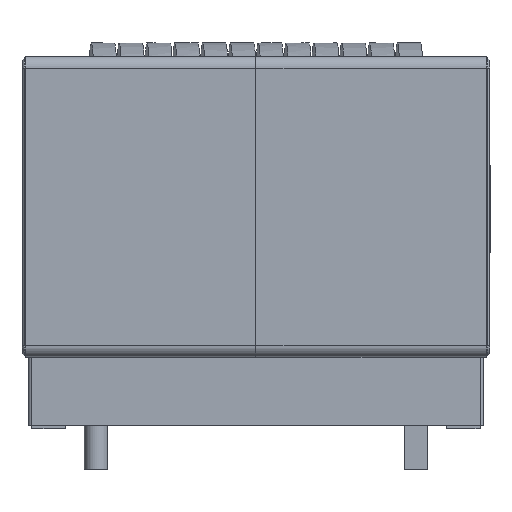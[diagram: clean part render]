
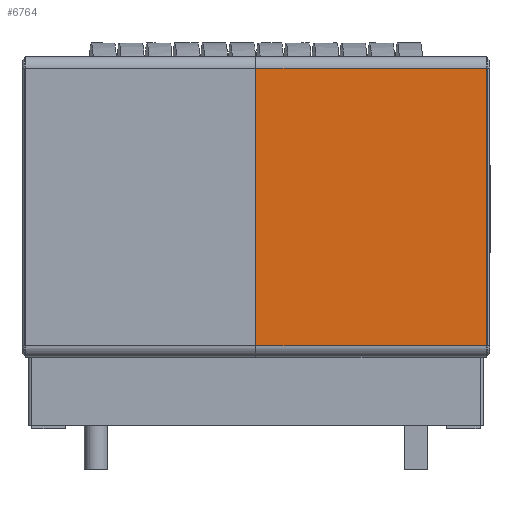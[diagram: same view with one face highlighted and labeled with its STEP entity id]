
A CAD part, left-side view. The second image highlights one B-rep face of the part: STEP entity #6764.
In plain terms, the highlighted planar face has unit normal (-1, 0, 0).
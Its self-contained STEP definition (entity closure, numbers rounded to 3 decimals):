
#364=PLANE('',#7617);
#1406=ORIENTED_EDGE('',*,*,#2997,.T.);
#1407=ORIENTED_EDGE('',*,*,#3070,.T.);
#1408=ORIENTED_EDGE('',*,*,#2991,.T.);
#1409=ORIENTED_EDGE('',*,*,#3031,.F.);
#2991=EDGE_CURVE('',#3889,#3890,#4604,.F.);
#2997=EDGE_CURVE('',#3896,#3895,#4607,.T.);
#3031=EDGE_CURVE('',#3896,#3890,#4622,.T.);
#3070=EDGE_CURVE('',#3895,#3889,#4641,.T.);
#3889=VERTEX_POINT('',#10375);
#3890=VERTEX_POINT('',#10376);
#3895=VERTEX_POINT('',#10387);
#3896=VERTEX_POINT('',#10389);
#4604=LINE('',#10374,#5284);
#4607=LINE('',#10388,#5287);
#4622=LINE('',#10458,#5302);
#4641=LINE('',#10523,#5321);
#5284=VECTOR('',#8532,1000.);
#5287=VECTOR('',#8543,1000.);
#5302=VECTOR('',#8616,1000.);
#5321=VECTOR('',#8693,1000.);
#5827=EDGE_LOOP('',(#1406,#1407,#1408,#1409));
#6271=FACE_BOUND('',#5827,.T.);
#6764=ADVANCED_FACE('',(#6271),#364,.F.);
#7617=AXIS2_PLACEMENT_3D('',#10522,#8691,#8692);
#8532=DIRECTION('',(0.,0.,-1.));
#8543=DIRECTION('',(0.,0.,-1.));
#8616=DIRECTION('',(0.,-1.,0.));
#8691=DIRECTION('',(1.,0.,0.));
#8692=DIRECTION('',(0.,0.,-1.));
#8693=DIRECTION('',(0.,-1.,0.));
#10374=CARTESIAN_POINT('',(-17.6,-12.,20.25));
#10375=CARTESIAN_POINT('',(-17.6,-12.,0.3));
#10376=CARTESIAN_POINT('',(-17.6,-12.,20.25));
#10387=CARTESIAN_POINT('',(-17.6,12.,0.3));
#10388=CARTESIAN_POINT('',(-17.6,12.,20.25));
#10389=CARTESIAN_POINT('',(-17.6,12.,20.25));
#10458=CARTESIAN_POINT('',(-17.6,13.,20.25));
#10522=CARTESIAN_POINT('',(-17.6,13.,20.25));
#10523=CARTESIAN_POINT('',(-17.6,12.,0.3));
